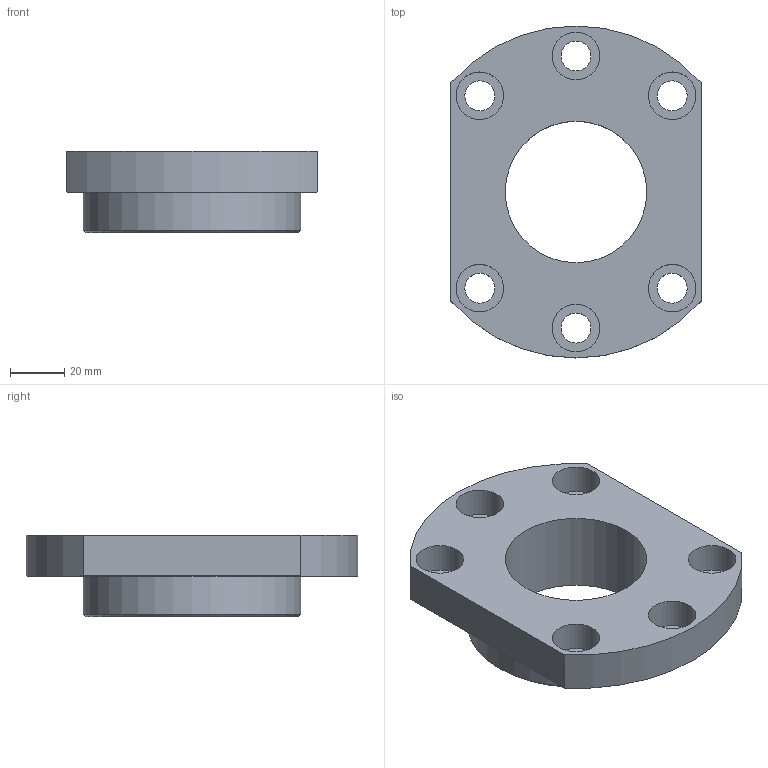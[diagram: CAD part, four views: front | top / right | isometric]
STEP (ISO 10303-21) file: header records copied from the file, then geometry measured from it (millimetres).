
FILE_DESCRIPTION (( 'STEP AP203' ), '1' );
FILE_NAME ('FF 25DS.STEP', '2014-10-30T01:37:57', ( 'john' ), ( '' ), 'SwSTEP 2.0', 'SolidWorks 2013', '' );
FILE_SCHEMA (( 'CONFIG_CONTROL_DESIGN' ));
Length unit declared in the file: millimetre
Products named in the file (1): FF 25DS
Bounding box: 92 x 122 x 30 mm (x, y, z)
Volume: 144055.9 mm3; surface area: 33209.4 mm2
Topology: 1 solids, 1 shells, 28 faces, 62 edges, 43 vertices
Faces by surface type: cylinder 16, plane 11, cone 1
Full cylindrical faces by diameter (mm): 11 x6, 17.5 x6, 52 x1, 80 x1
Entity records: 775 total; most frequent: DIRECTION 132, CARTESIAN_POINT 107, ORIENTED_EDGE 82, EDGE_LOOP 64, AXIS2_PLACEMENT_3D 62, FACE_OUTER_BOUND 42, EDGE_CURVE 41, VERTEX_POINT 37
